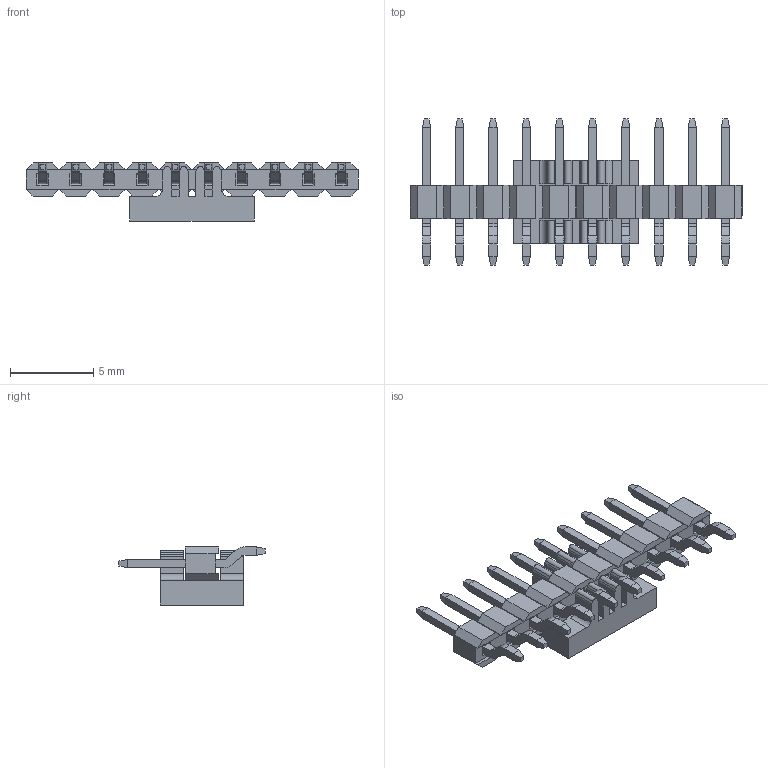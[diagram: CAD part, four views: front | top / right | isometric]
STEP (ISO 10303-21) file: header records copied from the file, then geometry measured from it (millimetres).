
FILE_DESCRIPTION( ('This file contains a STEP AP42 implementation' ,'as created by ZW3D STEP Interface translator.') ,'2;1' );
FILE_NAME( '1220-11XXXXZXXXXXXX(拸翐).stp' ,'23 323.1110 4', (''), ('ZWCAD Software Co.'), 'Version 1.0', 'ZW3D to STEP translator', '' );
FILE_SCHEMA(('AUTOMOTIVE_DESIGN { 1 0 10303 214 1 1 1 1 }'));
Length unit declared in the file: millimetre
Products named in the file (2): 0; 1220-1120XXZ092XXXX(拸翐)
Bounding box: 20 x 8.8 x 3.5 mm (x, y, z)
Volume: 152.3 mm3; surface area: 551.2 mm2
Topology: 12 solids, 12 shells, 500 faces, 1268 edges, 792 vertices
Faces by surface type: plane 432, cylinder 68
Entity records: 15203 total; most frequent: CARTESIAN_POINT 2561, ORIENTED_EDGE 2536, DIRECTION 2406, EDGE_CURVE 1268, VECTOR 1132, LINE 1132, VERTEX_POINT 792, AXIS2_PLACEMENT_3D 637
